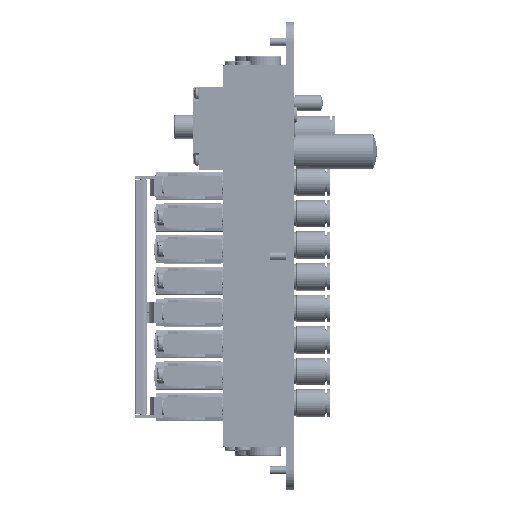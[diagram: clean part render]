
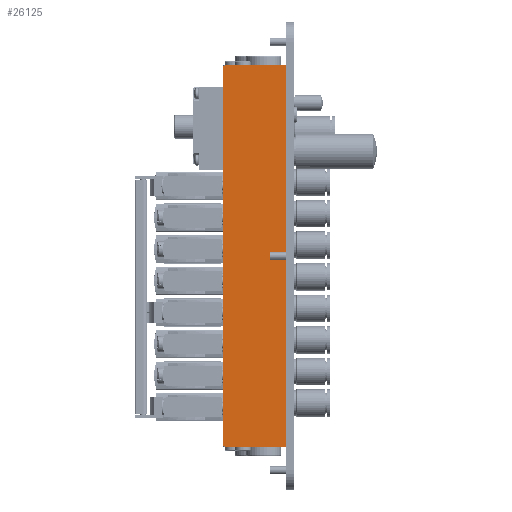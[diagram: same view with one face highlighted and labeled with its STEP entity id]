
A CAD part, left-side view. The second image highlights one B-rep face of the part: STEP entity #26125.
In plain terms, the highlighted face is planar.
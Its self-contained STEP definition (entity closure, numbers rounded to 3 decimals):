
#3848=FACE_OUTER_BOUND('',#5819,.T.);
#5819=EDGE_LOOP('',(#20144,#20145,#20146,#20147,#20148,#20149,#20150,#20151,
#20152,#20153,#20154,#20155));
#7380=LINE('',#38553,#9521);
#7587=LINE('',#39089,#9728);
#7913=LINE('',#39961,#10054);
#7915=LINE('',#39971,#10056);
#7920=LINE('',#39988,#10061);
#7948=LINE('',#40254,#10089);
#7950=LINE('',#40264,#10091);
#7963=LINE('',#40305,#10104);
#7964=LINE('',#40307,#10105);
#7966=LINE('',#40309,#10107);
#8035=LINE('',#41127,#10176);
#8036=LINE('',#41128,#10177);
#9521=VECTOR('',#30549,10.);
#9728=VECTOR('',#31038,10.);
#10054=VECTOR('',#31814,10.);
#10056=VECTOR('',#31824,10.);
#10061=VECTOR('',#31845,10.);
#10089=VECTOR('',#32169,10.);
#10091=VECTOR('',#32179,10.);
#10104=VECTOR('',#32224,10.);
#10105=VECTOR('',#32227,10.);
#10107=VECTOR('',#32229,10.);
#10176=VECTOR('',#33176,10.);
#10177=VECTOR('',#33177,10.);
#11614=VERTEX_POINT('',#38546);
#11617=VERTEX_POINT('',#38551);
#11804=VERTEX_POINT('',#39086);
#11805=VERTEX_POINT('',#39088);
#12125=VERTEX_POINT('',#39958);
#12126=VERTEX_POINT('',#39960);
#12127=VERTEX_POINT('',#39964);
#12130=VERTEX_POINT('',#39969);
#12223=VERTEX_POINT('',#40251);
#12224=VERTEX_POINT('',#40253);
#12225=VERTEX_POINT('',#40257);
#12228=VERTEX_POINT('',#40262);
#14238=EDGE_CURVE('',#11617,#11614,#7380,.T.);
#14500=EDGE_CURVE('',#11805,#11804,#7587,.T.);
#14928=EDGE_CURVE('',#12126,#12125,#7913,.T.);
#14933=EDGE_CURVE('',#12130,#12127,#7915,.T.);
#14942=EDGE_CURVE('',#12125,#12127,#7920,.T.);
#15033=EDGE_CURVE('',#12224,#12223,#7948,.T.);
#15038=EDGE_CURVE('',#12228,#12225,#7950,.T.);
#15059=EDGE_CURVE('',#12223,#12225,#7963,.T.);
#15060=EDGE_CURVE('',#11617,#12224,#7964,.T.);
#15062=EDGE_CURVE('',#12228,#11805,#7966,.T.);
#15336=EDGE_CURVE('',#11804,#12126,#8035,.T.);
#15337=EDGE_CURVE('',#12130,#11614,#8036,.T.);
#20144=ORIENTED_EDGE('',*,*,#15336,.T.);
#20145=ORIENTED_EDGE('',*,*,#14928,.T.);
#20146=ORIENTED_EDGE('',*,*,#14942,.T.);
#20147=ORIENTED_EDGE('',*,*,#14933,.F.);
#20148=ORIENTED_EDGE('',*,*,#15337,.T.);
#20149=ORIENTED_EDGE('',*,*,#14238,.F.);
#20150=ORIENTED_EDGE('',*,*,#15060,.T.);
#20151=ORIENTED_EDGE('',*,*,#15033,.T.);
#20152=ORIENTED_EDGE('',*,*,#15059,.T.);
#20153=ORIENTED_EDGE('',*,*,#15038,.F.);
#20154=ORIENTED_EDGE('',*,*,#15062,.T.);
#20155=ORIENTED_EDGE('',*,*,#14500,.T.);
#24895=PLANE('',#28312);
#26125=ADVANCED_FACE('',(#3848),#24895,.T.);
#28312=AXIS2_PLACEMENT_3D('',#41126,#33174,#33175);
#30549=DIRECTION('',(0.,0.,1.));
#31038=DIRECTION('',(0.,0.,1.));
#31814=DIRECTION('',(0.,0.,1.));
#31824=DIRECTION('',(0.,0.,1.));
#31845=DIRECTION('',(0.,-1.,0.));
#32169=DIRECTION('',(0.,0.,-1.));
#32179=DIRECTION('',(0.,0.,-1.));
#32224=DIRECTION('',(0.,1.,0.));
#32227=DIRECTION('',(0.,1.,0.));
#32229=DIRECTION('',(0.,1.,0.));
#33174=DIRECTION('center_axis',(1.,0.,0.));
#33175=DIRECTION('ref_axis',(0.,0.,-1.));
#33176=DIRECTION('',(0.,-1.,0.));
#33177=DIRECTION('',(0.,-1.,0.));
#38546=CARTESIAN_POINT('',(110.,-33.8,192.));
#38551=CARTESIAN_POINT('',(110.,-33.8,0.));
#38553=CARTESIAN_POINT('',(110.,-33.8,0.));
#39086=CARTESIAN_POINT('',(110.,0.,192.));
#39088=CARTESIAN_POINT('',(110.,0.,0.));
#39089=CARTESIAN_POINT('',(110.,0.,0.));
#39958=CARTESIAN_POINT('',(110.,-1.3,192.69));
#39960=CARTESIAN_POINT('',(110.,-1.3,192.));
#39961=CARTESIAN_POINT('',(110.,-1.3,192.));
#39964=CARTESIAN_POINT('',(110.,-32.5,192.69));
#39969=CARTESIAN_POINT('',(110.,-32.5,192.));
#39971=CARTESIAN_POINT('',(110.,-32.5,192.));
#39988=CARTESIAN_POINT('',(110.,-32.5,192.69));
#40251=CARTESIAN_POINT('',(110.,-32.5,-0.69));
#40253=CARTESIAN_POINT('',(110.,-32.5,0.));
#40254=CARTESIAN_POINT('',(110.,-32.5,0.));
#40257=CARTESIAN_POINT('',(110.,-1.3,-0.69));
#40262=CARTESIAN_POINT('',(110.,-1.3,0.));
#40264=CARTESIAN_POINT('',(110.,-1.3,0.));
#40305=CARTESIAN_POINT('',(110.,-32.5,-0.69));
#40307=CARTESIAN_POINT('',(110.,-33.8,0.));
#40309=CARTESIAN_POINT('',(110.,-33.8,0.));
#41126=CARTESIAN_POINT('Origin',(110.,0.,0.));
#41127=CARTESIAN_POINT('',(110.,-33.8,192.));
#41128=CARTESIAN_POINT('',(110.,-33.8,192.));
